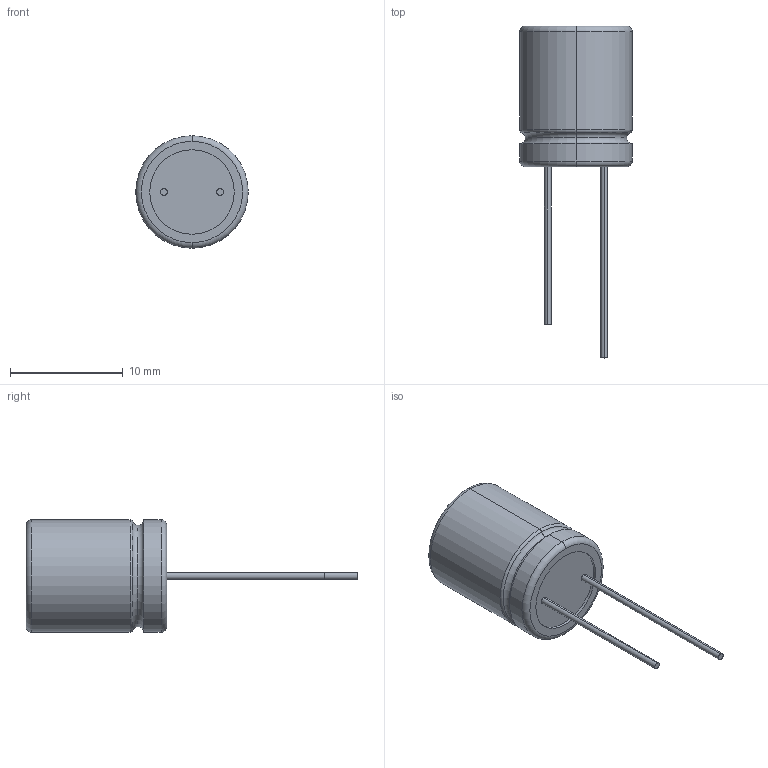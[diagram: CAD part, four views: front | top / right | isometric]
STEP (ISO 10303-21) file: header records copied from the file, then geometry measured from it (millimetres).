
FILE_DESCRIPTION (( 'STEP AP214' ), '1' );
FILE_NAME ('22DEFAU033054266761.step', '2006-03-30T10:04:27', ( 'sysadmin' ), ( 'SolidWorks' ), 'SwSTEP 2.0', 'SolidWorks 2006079', '' );
FILE_SCHEMA (( 'AUTOMOTIVE_DESIGN' ));
Length unit declared in the file: millimetre
Products named in the file (1): 22DEFAU033054266761
Bounding box: 10 x 29.5 x 10 mm (x, y, z)
Volume: 953.2 mm3; surface area: 619.8 mm2
Topology: 1 solids, 1 shells, 28 faces, 54 edges, 32 vertices
Faces by surface type: cylinder 12, torus 10, plane 6
Entity records: 835 total; most frequent: DIRECTION 154, CARTESIAN_POINT 115, ORIENTED_EDGE 108, AXIS2_PLACEMENT_3D 71, EDGE_CURVE 54, CIRCLE 42, EDGE_LOOP 32, VERTEX_POINT 32
